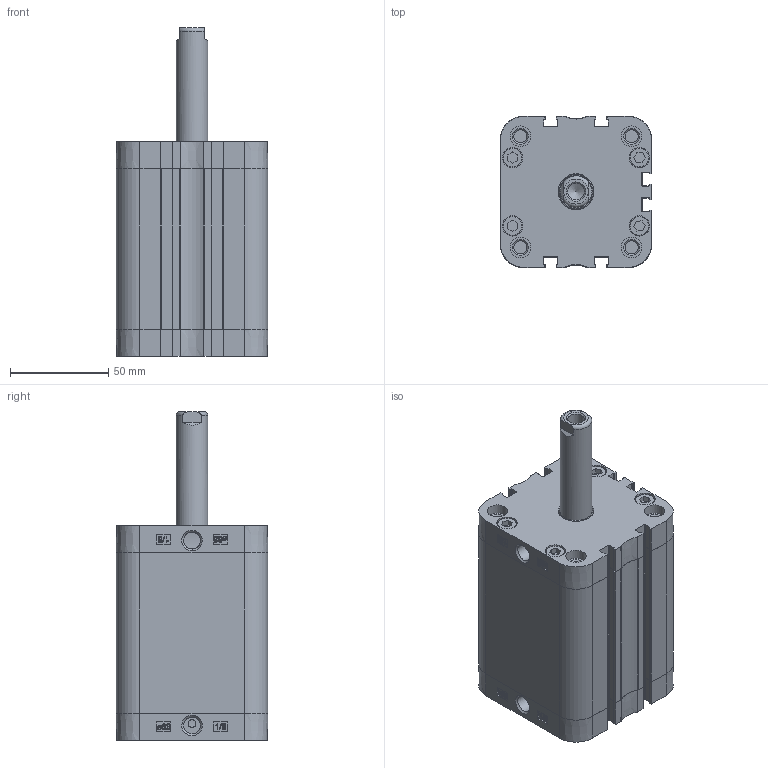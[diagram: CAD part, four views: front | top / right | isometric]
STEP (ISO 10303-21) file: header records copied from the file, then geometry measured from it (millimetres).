
FILE_DESCRIPTION((''),'2;1');
FILE_NAME('PSEM063.050.GS.F.stp','2014-02-06T12:01:33',('carlo.corazza'),(''),'Autodesk Inventor 2012','Autodesk Inventor 2012','');
FILE_SCHEMA(('AUTOMOTIVE_DESIGN { 1 0 10303 214 1 1 1 1 }'));
Length unit declared in the file: millimetre
Products named in the file (5): PSEM063..GS.F; TP; TA; STELO-050; CORPO-050
Assembly tree (4 placements, depth 2):
  PSEM063..GS.F
    TP
    TA
    STELO-050
    CORPO-050
Bounding box: 77 x 77 x 167 mm (x, y, z)
Volume: 356484.8 mm3; surface area: 94351.1 mm2
Topology: 4 solids, 4 shells, 741 faces, 1944 edges, 1283 vertices
Faces by surface type: plane 350, cylinder 200, bspline 136, cone 36, torus 19
Full cylindrical faces by diameter (mm): 4 x1, 6.647 x9, 8.376 x1, 8.566 x2, 9.8 x8, 10.3 x8, 10.5 x8, 12 x1, 16 x1, 16.54 x1, 17.7 x1, 18 x1, 20.5 x1, 63 x1
Entity records: 23761 total; most frequent: CARTESIAN_POINT 6001, ORIENTED_EDGE 3698, DIRECTION 3242, EDGE_CURVE 1849, VERTEX_POINT 1275, VECTOR 1096, LINE 1096, AXIS2_PLACEMENT_3D 1073
